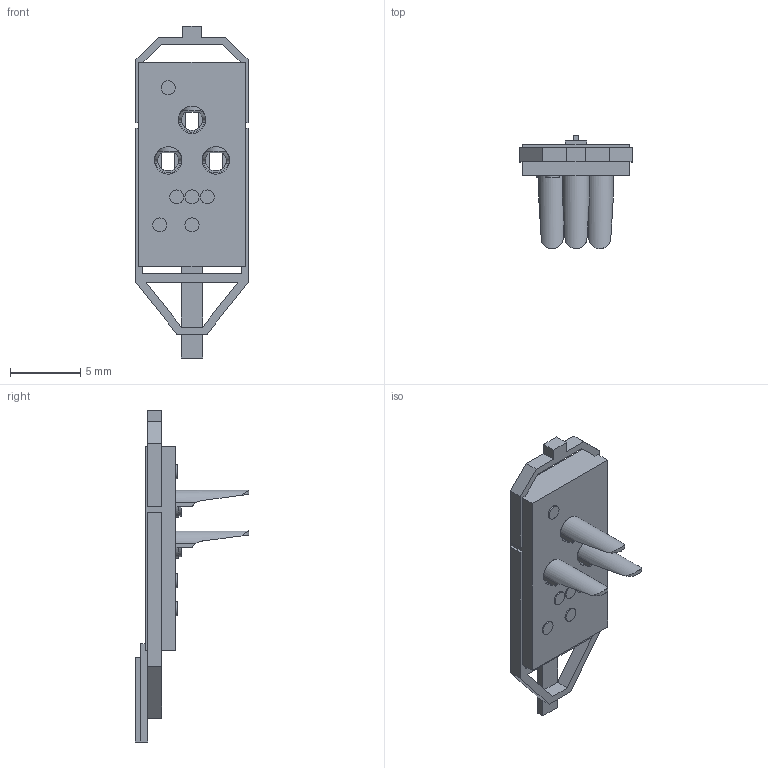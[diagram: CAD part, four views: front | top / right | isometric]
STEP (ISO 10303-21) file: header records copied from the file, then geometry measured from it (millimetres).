
FILE_DESCRIPTION(('FreeCAD Model'),'2;1');
FILE_NAME('Open CASCADE Shape Model','2024-03-24T18:25:11',('FreeCAD'),( 'FreeCAD'),'Open CASCADE STEP processor 7.6','FreeCAD','Unknown');
FILE_SCHEMA(('AUTOMOTIVE_DESIGN { 1 0 10303 214 1 1 1 1 }'));
Length unit declared in the file: millimetre
Products named in the file (1): Open CASCADE STEP translator 7.6 1
Bounding box: 8 x 8.1 x 23.7 mm (x, y, z)
Volume: 165.3 mm3; surface area: 640.3 mm2
Topology: 10 solids, 10 shells, 218 faces, 562 edges, 355 vertices
Faces by surface type: plane 185, cylinder 30, extrusion 3
Full cylindrical faces by diameter (mm): 1 x12, 1.5 x3, 1.95 x3
Entity records: 16681 total; most frequent: CARTESIAN_POINT 5560, DIRECTION 2016, VECTOR 1374, LINE 1371, ORIENTED_EDGE 1124, PCURVE 1124, DEFINITIONAL_REPRESENTATION 1124, EDGE_CURVE 562
